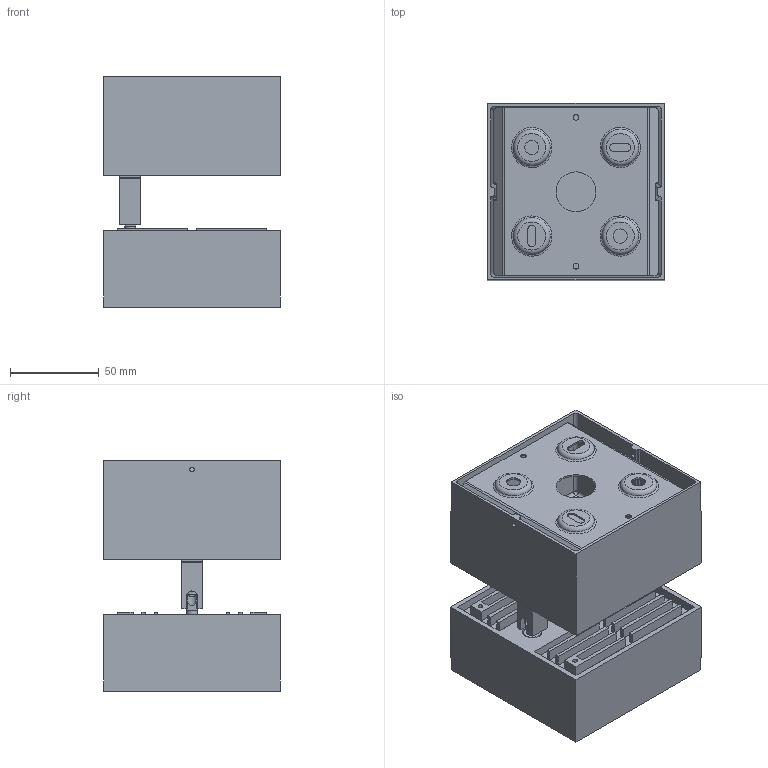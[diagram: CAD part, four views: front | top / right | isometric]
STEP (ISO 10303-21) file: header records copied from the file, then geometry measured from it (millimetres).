
FILE_DESCRIPTION(/* description */ ('This is a sample STEP configuration'),/* implementation_level */ '2;1');
FILE_NAME(/* name */ '629-60121xxx SIMPLE.ipt_Rev_01.3.stp',/* time_stamp */ '2023-04-27T15:35:47+02:00',/* author */ ('powerJobs'),/* organization */ ('coolOrange'),/* preprocessor_version */ 'ST-DEVELOPER v19.2',/* originating_system */ 'Autodesk Inventor 2023',/* authorisation */ '');
FILE_SCHEMA (('AUTOMOTIVE_DESIGN { 1 0 10303 214 3 1 1 }'));
Products named in the file (1): ENG000017807
Bounding box: 100.5 x 100.5 x 130.1 mm (x, y, z)
Volume: 236194.8 mm3; surface area: 181199.5 mm2
Topology: 3 solids, 3 shells, 1179 faces, 2875 edges, 1731 vertices
Faces by surface type: plane 491, cylinder 360, bspline 201, cone 43, sphere 43, torus 41
Full cylindrical faces by diameter (mm): 2.09 x4, 2.459 x2, 3.3 x2, 5.2 x3, 6.2 x1, 8 x2, 8.917 x1, 9 x1, 10 x2, 22.5 x1
Entity records: 49139 total; most frequent: CARTESIAN_POINT 22268, ORIENTED_EDGE 5690, DIRECTION 5388, EDGE_CURVE 2845, AXIS2_PLACEMENT_3D 1955, VERTEX_POINT 1731, LINE 1478, VECTOR 1478
